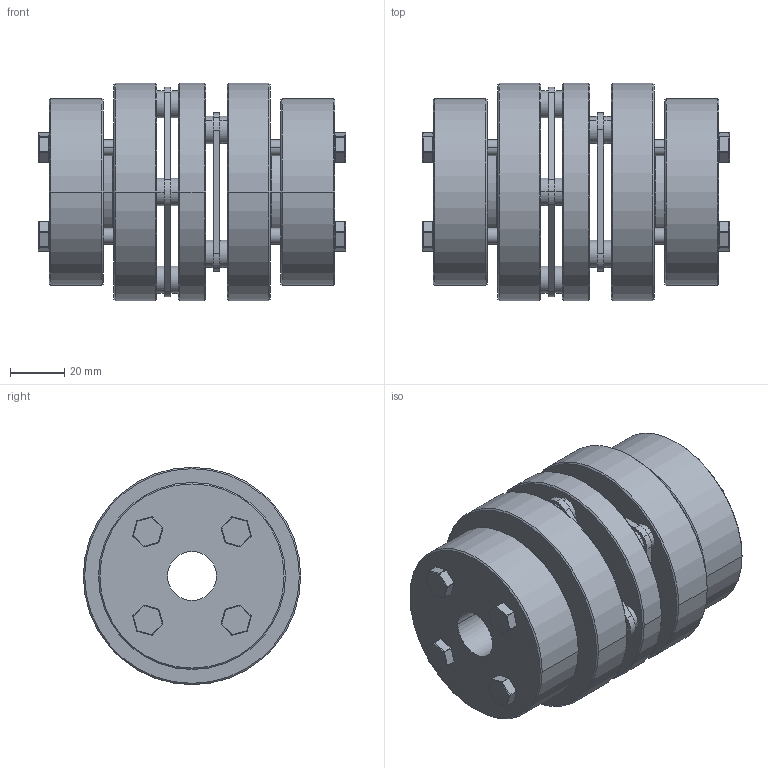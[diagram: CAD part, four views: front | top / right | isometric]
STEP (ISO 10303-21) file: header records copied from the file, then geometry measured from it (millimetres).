
FILE_DESCRIPTION (( 'STEP AP203' ), '1' );
FILE_NAME ('CL15-80L_Double.step', '2011-08-10T07:21:31', ( '' ), ( '' ), 'SwSTEP 2.0', 'SolidWorks 2010', '' );
FILE_SCHEMA (( 'CONFIG_CONTROL_DESIGN' ));
Length unit declared in the file: millimetre
Products named in the file (1): CL15-80L_Double
Bounding box: 113 x 80 x 80 mm (x, y, z)
Volume: 365491.2 mm3; surface area: 82538.9 mm2
Topology: 11 solids, 11 shells, 472 faces, 998 edges, 540 vertices
Faces by surface type: cylinder 230, sphere 112, plane 102, cone 28
Entity records: 12195 total; most frequent: DIRECTION 2420, CARTESIAN_POINT 1947, ORIENTED_EDGE 1900, AXIS2_PLACEMENT_3D 997, EDGE_CURVE 950, VERTEX_POINT 524, CIRCLE 524, EDGE_LOOP 518
